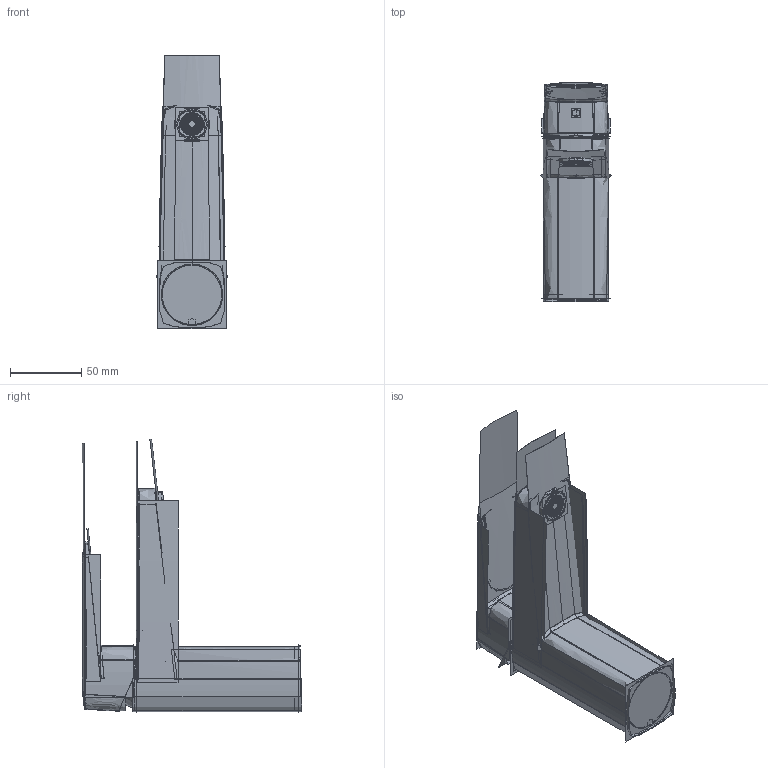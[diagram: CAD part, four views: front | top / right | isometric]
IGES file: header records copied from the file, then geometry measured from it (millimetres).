
Start section:  PTC IGES file: a42732_asm.igs
Global section: file name: a42732_asm.igs; native system: Creo Parametric by PTC Inc.; preprocessor: 2018300; author: sertac.ozeser; organization: Unknown; date: 20201127.113431; units: millimetre
Bounding box: 49.99 x 153.59 x 192.01 mm (x, y, z)
Surface area: 532402.1 mm2 (no closed solid volume)
Topology: 0 solids, 0 shells, 3842 faces, 55426 edges, 71391 vertices
Faces by surface type: bspline 3470, revolution 354, extrusion 18
